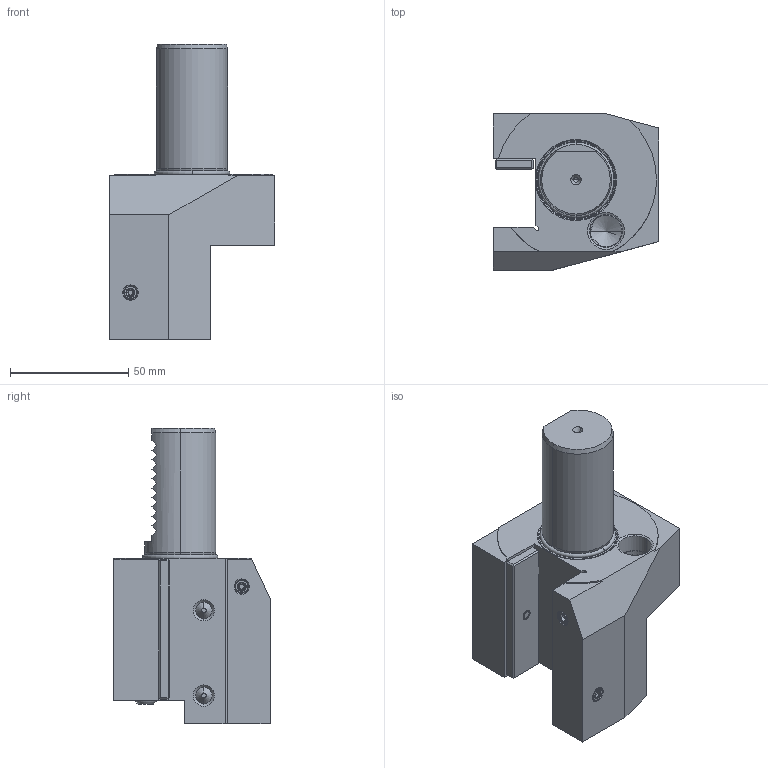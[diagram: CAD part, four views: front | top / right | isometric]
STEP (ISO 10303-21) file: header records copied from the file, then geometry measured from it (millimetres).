
FILE_DESCRIPTION((''),'2;1');
FILE_NAME('309_41_20_IK','2020-11-09T',('101107'),(''),'CREO PARAMETRIC BY PTC INC, 2016260','CREO PARAMETRIC BY PTC INC, 2016260','');
FILE_SCHEMA(('CONFIG_CONTROL_DESIGN'));
Length unit declared in the file: millimetre
Products named in the file (1): 309_41_20_IK
Bounding box: 70 x 66 x 125 mm (x, y, z)
Volume: 220297.5 mm3; surface area: 39497.4 mm2
Topology: 2 solids, 7 shells, 440 faces, 1038 edges, 622 vertices
Faces by surface type: cone 172, plane 165, cylinder 83, sphere 8, torus 6, revolution 4, bspline 2
Entity records: 14031 total; most frequent: CARTESIAN_POINT 4128, DIRECTION 2046, ORIENTED_EDGE 2040, EDGE_CURVE 1020, AXIS2_PLACEMENT_3D 793, VERTEX_POINT 622, EDGE_LOOP 480, VECTOR 456
